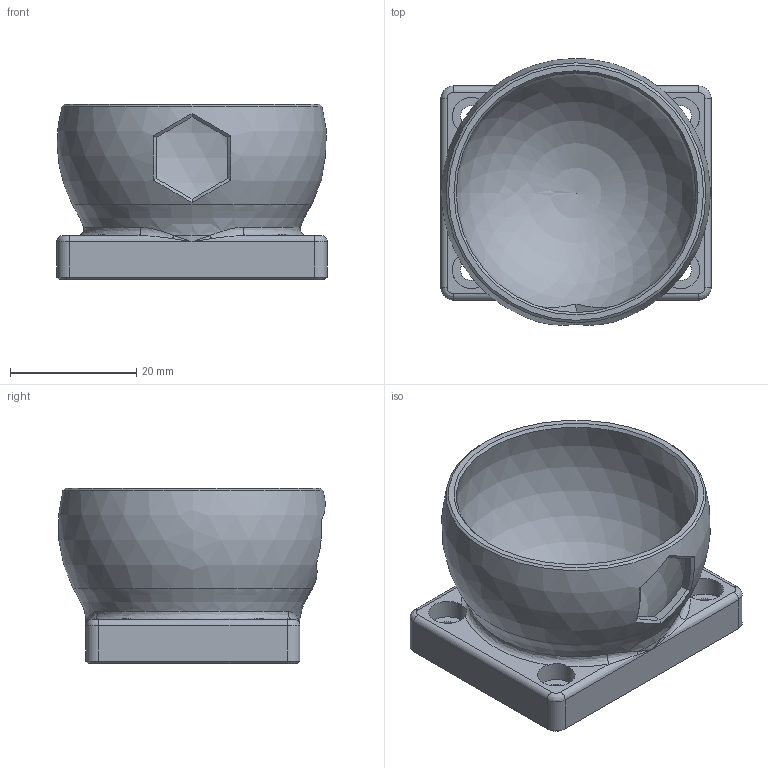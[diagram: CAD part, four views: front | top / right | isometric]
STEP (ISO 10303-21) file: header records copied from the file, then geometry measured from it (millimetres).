
FILE_DESCRIPTION(/* description */ (''),/* implementation_level */ '2;1');
FILE_NAME(/* name */ 'squash-foot_v2.0.0.step',/* time_stamp */ '2020-10-23T14:04:29+02:00',/* author */ (''),/* organization */ (''),/* preprocessor_version */ 'ST-DEVELOPER v18.1',/* originating_system */ 'Autodesk Translation Framework v9.3.0.1241',/* authorisation */ '');
FILE_SCHEMA (('AUTOMOTIVE_DESIGN { 1 0 10303 214 3 1 1 }'));
Length unit declared in the file: millimetre
Products named in the file (1): foot_squash-ball-voron
Bounding box: 42.8 x 42.22 x 27.75 mm (x, y, z)
Volume: 12476 mm3; surface area: 9100.6 mm2
Topology: 1 solids, 1 shells, 75 faces, 187 edges, 110 vertices
Faces by surface type: plane 22, cylinder 20, cone 16, bspline 15, sphere 2
Full cylindrical faces by diameter (mm): 3.4 x4, 6 x4
Entity records: 2756 total; most frequent: CARTESIAN_POINT 1006, ORIENTED_EDGE 364, DIRECTION 352, EDGE_CURVE 182, AXIS2_PLACEMENT_3D 148, VERTEX_POINT 110, CIRCLE 87, EDGE_LOOP 86
